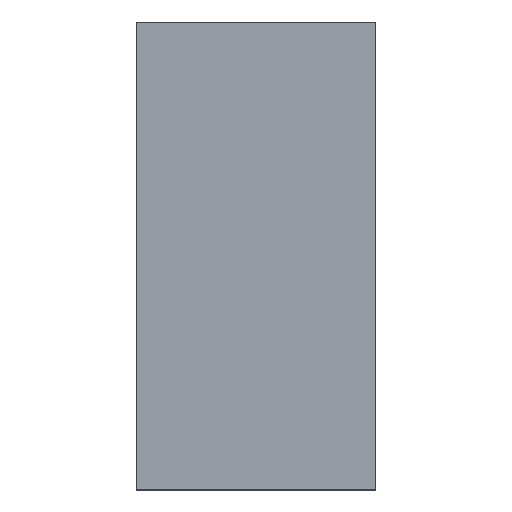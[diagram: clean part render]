
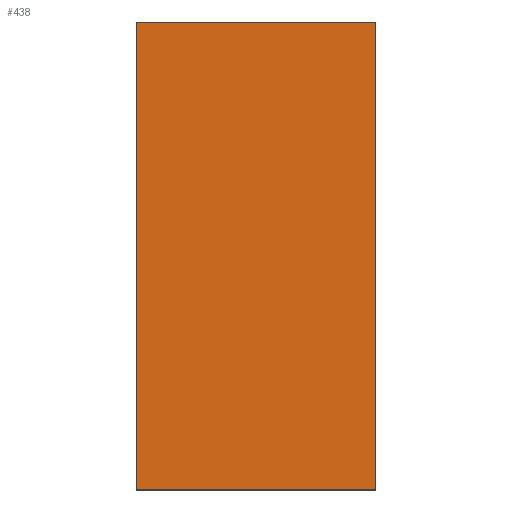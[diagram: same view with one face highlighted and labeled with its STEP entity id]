
A CAD part, top view. The second image highlights one B-rep face of the part: STEP entity #438.
In plain terms, the highlighted planar face has unit normal (0, 0, 1).
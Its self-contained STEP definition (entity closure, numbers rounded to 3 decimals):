
#430=AXIS2_PLACEMENT_3D('Plane Axis2P3D',#427,#428,#429) ;
#116=CARTESIAN_POINT('Vertex',(0.,0.,3.135)) ;
#119=CARTESIAN_POINT('Line Origine',(0.,6.,3.135)) ;
#123=CARTESIAN_POINT('Vertex',(0.,12.,3.135)) ;
#143=CARTESIAN_POINT('Line Origine',(3.075,12.,3.135)) ;
#147=CARTESIAN_POINT('Vertex',(6.15,12.,3.135)) ;
#167=CARTESIAN_POINT('Line Origine',(6.15,6.,3.135)) ;
#171=CARTESIAN_POINT('Vertex',(6.15,0.,3.135)) ;
#191=CARTESIAN_POINT('Line Origine',(3.075,0.,3.135)) ;
#427=CARTESIAN_POINT('Axis2P3D Location',(3.075,0.,3.135)) ;
#120=DIRECTION('Vector Direction',(0.,1.,0.)) ;
#144=DIRECTION('Vector Direction',(-1.,0.,0.)) ;
#168=DIRECTION('Vector Direction',(0.,1.,0.)) ;
#192=DIRECTION('Vector Direction',(-1.,0.,0.)) ;
#428=DIRECTION('Axis2P3D Direction',(0.,-0.,1.)) ;
#429=DIRECTION('Axis2P3D XDirection',(0.,1.,0.)) ;
#121=VECTOR('Line Direction',#120,1.) ;
#145=VECTOR('Line Direction',#144,1.) ;
#169=VECTOR('Line Direction',#168,1.) ;
#193=VECTOR('Line Direction',#192,1.) ;
#433=ORIENTED_EDGE('',*,*,#125,.T.) ;
#434=ORIENTED_EDGE('',*,*,#195,.F.) ;
#435=ORIENTED_EDGE('',*,*,#173,.F.) ;
#436=ORIENTED_EDGE('',*,*,#149,.T.) ;
#438=ADVANCED_FACE('S3D - gedreht',(#437),#431,.T.) ;
#125=EDGE_CURVE('',#124,#117,#122,.F.) ;
#149=EDGE_CURVE('',#148,#124,#146,.T.) ;
#173=EDGE_CURVE('',#148,#172,#170,.F.) ;
#195=EDGE_CURVE('',#172,#117,#194,.T.) ;
#432=EDGE_LOOP('',(#433,#434,#435,#436)) ;
#437=FACE_OUTER_BOUND('',#432,.T.) ;
#122=LINE('Line',#119,#121) ;
#146=LINE('Line',#143,#145) ;
#170=LINE('Line',#167,#169) ;
#194=LINE('Line',#191,#193) ;
#431=PLANE('',#430) ;
#117=VERTEX_POINT('',#116) ;
#124=VERTEX_POINT('',#123) ;
#148=VERTEX_POINT('',#147) ;
#172=VERTEX_POINT('',#171) ;
